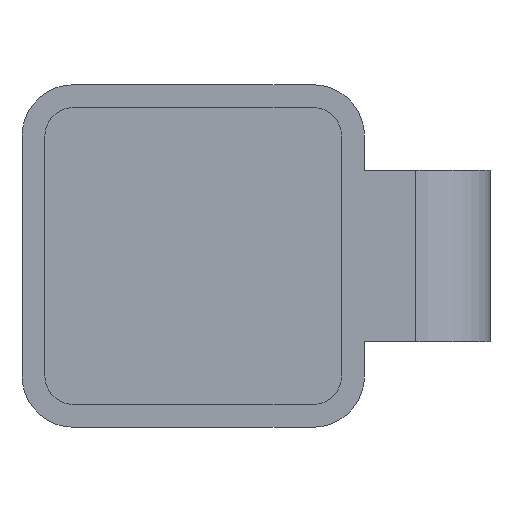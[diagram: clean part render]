
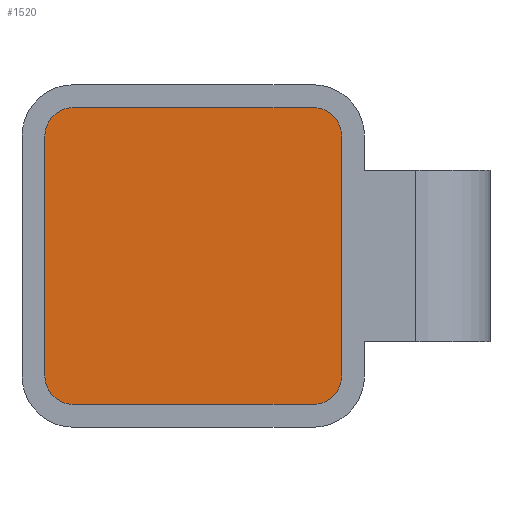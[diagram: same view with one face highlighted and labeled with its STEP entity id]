
A CAD part, left-side view. The second image highlights one B-rep face of the part: STEP entity #1520.
In plain terms, the highlighted planar face has unit normal (-1, 0, 0).
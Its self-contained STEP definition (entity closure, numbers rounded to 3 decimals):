
#770=CARTESIAN_POINT('',(-1.,23.75,25.));
#780=DIRECTION('',(-1.,0.,0.));
#790=DIRECTION('',(0.,0.,1.));
#800=AXIS2_PLACEMENT_3D('',#770,#780,#790);
#810=PLANE('',#800);
#820=CARTESIAN_POINT('',(-1.,36.5,14.5));
#830=DIRECTION('',(1.,0.,0.));
#840=DIRECTION('',(0.,0.,-1.));
#850=AXIS2_PLACEMENT_3D('',#820,#830,#840);
#860=CIRCLE('',#850,2.5);
#870=CARTESIAN_POINT('',(-1.,36.5,12.));
#880=VERTEX_POINT('',#870);
#890=CARTESIAN_POINT('',(-1.,39.,14.5));
#900=VERTEX_POINT('',#890);
#910=EDGE_CURVE('',#880,#900,#860,.T.);
#920=ORIENTED_EDGE('',*,*,#910,.F.);
#930=CARTESIAN_POINT('',(-1.,39.,12.));
#940=DIRECTION('',(0.,0.,1.));
#950=VECTOR('',#940,1.);
#960=LINE('',#930,#950);
#970=CARTESIAN_POINT('',(-1.,39.,35.5));
#980=VERTEX_POINT('',#970);
#990=EDGE_CURVE('',#900,#980,#960,.T.);
#1000=ORIENTED_EDGE('',*,*,#990,.F.);
#1010=CARTESIAN_POINT('',(-1.,36.5,35.5));
#1020=DIRECTION('',(-1.,0.,0.));
#1030=DIRECTION('',(0.,0.,1.));
#1040=AXIS2_PLACEMENT_3D('',#1010,#1020,#1030);
#1050=CIRCLE('',#1040,2.5);
#1060=CARTESIAN_POINT('',(-1.,36.5,38.));
#1070=VERTEX_POINT('',#1060);
#1080=EDGE_CURVE('',#1070,#980,#1050,.T.);
#1090=ORIENTED_EDGE('',*,*,#1080,.T.);
#1100=CARTESIAN_POINT('',(-1.,39.,38.));
#1110=DIRECTION('',(0.,-1.,0.));
#1120=VECTOR('',#1110,1.);
#1130=LINE('',#1100,#1120);
#1140=CARTESIAN_POINT('',(-1.,15.5,38.));
#1150=VERTEX_POINT('',#1140);
#1160=EDGE_CURVE('',#1070,#1150,#1130,.T.);
#1170=ORIENTED_EDGE('',*,*,#1160,.F.);
#1180=CARTESIAN_POINT('',(-1.,15.5,35.5));
#1190=DIRECTION('',(-1.,0.,0.));
#1200=DIRECTION('',(0.,0.,1.));
#1210=AXIS2_PLACEMENT_3D('',#1180,#1190,#1200);
#1220=CIRCLE('',#1210,2.5);
#1230=CARTESIAN_POINT('',(-1.,13.,35.5));
#1240=VERTEX_POINT('',#1230);
#1250=EDGE_CURVE('',#1240,#1150,#1220,.T.);
#1260=ORIENTED_EDGE('',*,*,#1250,.T.);
#1270=CARTESIAN_POINT('',(-1.,13.,38.));
#1280=DIRECTION('',(0.,0.,-1.));
#1290=VECTOR('',#1280,1.);
#1300=LINE('',#1270,#1290);
#1310=CARTESIAN_POINT('',(-1.,13.,14.5));
#1320=VERTEX_POINT('',#1310);
#1330=EDGE_CURVE('',#1240,#1320,#1300,.T.);
#1340=ORIENTED_EDGE('',*,*,#1330,.F.);
#1350=CARTESIAN_POINT('',(-1.,15.5,14.5));
#1360=DIRECTION('',(-1.,0.,0.));
#1370=DIRECTION('',(0.,0.,1.));
#1380=AXIS2_PLACEMENT_3D('',#1350,#1360,#1370);
#1390=CIRCLE('',#1380,2.5);
#1400=CARTESIAN_POINT('',(-1.,15.5,12.));
#1410=VERTEX_POINT('',#1400);
#1420=EDGE_CURVE('',#1410,#1320,#1390,.T.);
#1430=ORIENTED_EDGE('',*,*,#1420,.T.);
#1440=CARTESIAN_POINT('',(-1.,13.,12.));
#1450=DIRECTION('',(0.,1.,0.));
#1460=VECTOR('',#1450,1.);
#1470=LINE('',#1440,#1460);
#1480=EDGE_CURVE('',#1410,#880,#1470,.T.);
#1490=ORIENTED_EDGE('',*,*,#1480,.F.);
#1500=EDGE_LOOP('',(#1490,#1430,#1340,#1260,#1170,#1090,#1000,#920));
#1510=FACE_OUTER_BOUND('',#1500,.T.);
#1520=ADVANCED_FACE('',(#1510),#810,.T.);
